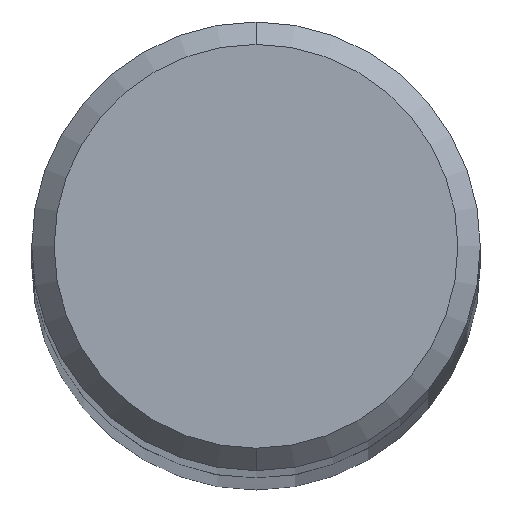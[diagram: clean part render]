
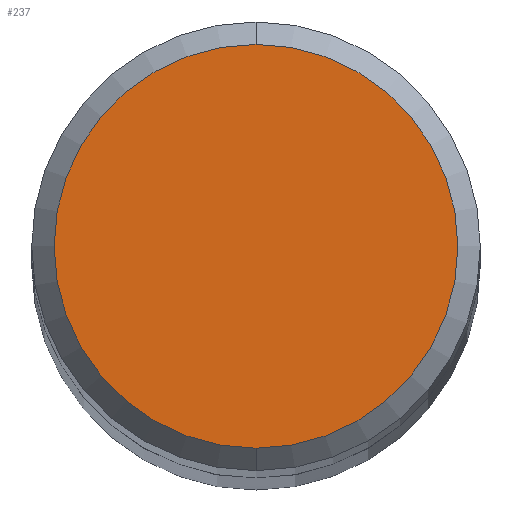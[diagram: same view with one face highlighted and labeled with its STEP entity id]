
A CAD part, top view. The second image highlights one B-rep face of the part: STEP entity #237.
In plain terms, the highlighted planar face has unit normal (0, 0, 1).
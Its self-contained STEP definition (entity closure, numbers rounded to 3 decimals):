
#163=VERTEX_POINT('',#438);
#231=EDGE_CURVE('',#303,#163,#514,.T.);
#237=ADVANCED_FACE('',(#520),#521,.T.);
#293=EDGE_CURVE('',#163,#303,#582,.T.);
#303=VERTEX_POINT('',#592);
#438=CARTESIAN_POINT('',(0.0,4.5,0.0));
#514=CIRCLE('',#892,4.5);
#520=FACE_OUTER_BOUND('',#899,.T.);
#521=PLANE('',#900);
#582=CIRCLE('',#1074,4.5);
#592=CARTESIAN_POINT('',(0.,-4.5,0.0));
#892=AXIS2_PLACEMENT_3D('',#1433,#1434,#1435);
#899=EDGE_LOOP('',(#1440,#1441));
#900=AXIS2_PLACEMENT_3D('',#1442,#1443,#1444);
#1074=AXIS2_PLACEMENT_3D('',#1516,#1517,#1518);
#1433=CARTESIAN_POINT('',(0.0,0.0,0.0));
#1434=DIRECTION('',(0.0,0.0,-1.0));
#1435=DIRECTION('',(0.0,1.0,0.0));
#1440=ORIENTED_EDGE('',*,*,#293,.F.);
#1441=ORIENTED_EDGE('',*,*,#231,.F.);
#1442=CARTESIAN_POINT('',(0.0,2.25,0.0));
#1443=DIRECTION('',(-0.0,0.0,1.0));
#1444=DIRECTION('',(0.0,-1.0,0.0));
#1516=CARTESIAN_POINT('',(0.0,0.0,0.0));
#1517=DIRECTION('',(0.0,0.0,-1.0));
#1518=DIRECTION('',(0.0,1.0,0.0));
